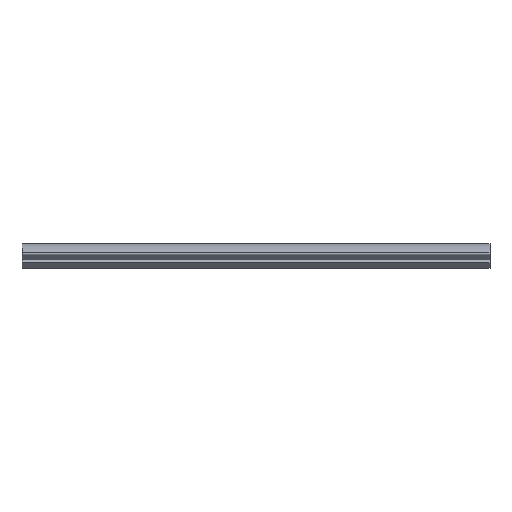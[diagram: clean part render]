
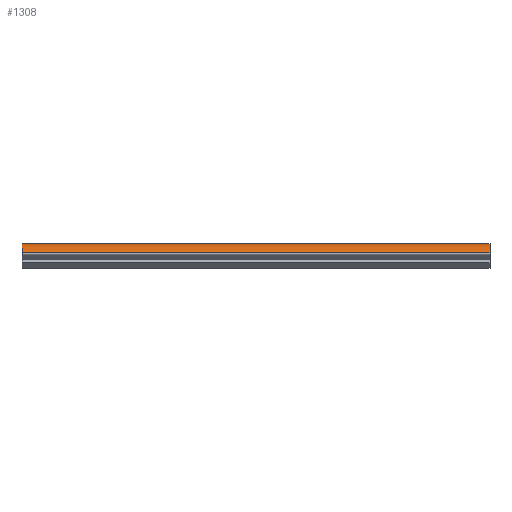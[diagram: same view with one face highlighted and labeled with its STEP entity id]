
A CAD part, top view. The second image highlights one B-rep face of the part: STEP entity #1308.
In plain terms, the highlighted cylindrical face has radius 72 mm (diameter 144 mm), a partial arc.
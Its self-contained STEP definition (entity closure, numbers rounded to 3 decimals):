
#98=FACE_OUTER_BOUND('',#165,.T.);
#165=EDGE_LOOP('',(#1013,#1014,#1015,#1016));
#270=LINE('',#2146,#391);
#271=LINE('',#2152,#392);
#391=VECTOR('',#1754,1.);
#392=VECTOR('',#1761,1.);
#496=CIRCLE('',#1436,72.);
#497=CIRCLE('',#1437,72.);
#600=VERTEX_POINT('',#2142);
#601=VERTEX_POINT('',#2144);
#602=VERTEX_POINT('',#2148);
#603=VERTEX_POINT('',#2150);
#774=EDGE_CURVE('',#600,#601,#270,.T.);
#775=EDGE_CURVE('',#600,#602,#496,.T.);
#776=EDGE_CURVE('',#603,#601,#497,.T.);
#777=EDGE_CURVE('',#602,#603,#271,.T.);
#1013=ORIENTED_EDGE('',*,*,#775,.F.);
#1014=ORIENTED_EDGE('',*,*,#774,.T.);
#1015=ORIENTED_EDGE('',*,*,#776,.F.);
#1016=ORIENTED_EDGE('',*,*,#777,.F.);
#1256=CYLINDRICAL_SURFACE('',#1435,72.);
#1308=ADVANCED_FACE('',(#98),#1256,.T.);
#1435=AXIS2_PLACEMENT_3D('',#2147,#1755,#1756);
#1436=AXIS2_PLACEMENT_3D('',#2149,#1757,#1758);
#1437=AXIS2_PLACEMENT_3D('',#2151,#1759,#1760);
#1754=DIRECTION('',(1.,0.,0.));
#1755=DIRECTION('center_axis',(1.,0.,0.));
#1756=DIRECTION('ref_axis',(0.,0.723,0.69));
#1757=DIRECTION('center_axis',(-1.,0.,0.));
#1758=DIRECTION('ref_axis',(0.,0.723,0.69));
#1759=DIRECTION('center_axis',(1.,0.,0.));
#1760=DIRECTION('ref_axis',(0.,0.723,0.69));
#1761=DIRECTION('',(1.,0.,0.));
#2142=CARTESIAN_POINT('',(0.,2.574,29.241));
#2144=CARTESIAN_POINT('',(1000.,2.574,29.241));
#2146=CARTESIAN_POINT('',(0.,2.574,29.241));
#2147=CARTESIAN_POINT('Origin',(0.,-49.516,-20.465));
#2148=CARTESIAN_POINT('',(0.,22.467,-18.891));
#2149=CARTESIAN_POINT('Origin',(0.,-49.516,-20.465));
#2150=CARTESIAN_POINT('',(1000.,22.467,-18.891));
#2151=CARTESIAN_POINT('Origin',(1000.,-49.516,-20.465));
#2152=CARTESIAN_POINT('',(0.,22.467,-18.891));
